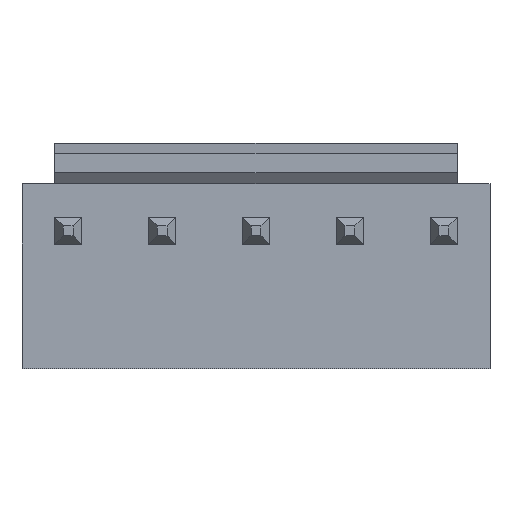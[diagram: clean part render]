
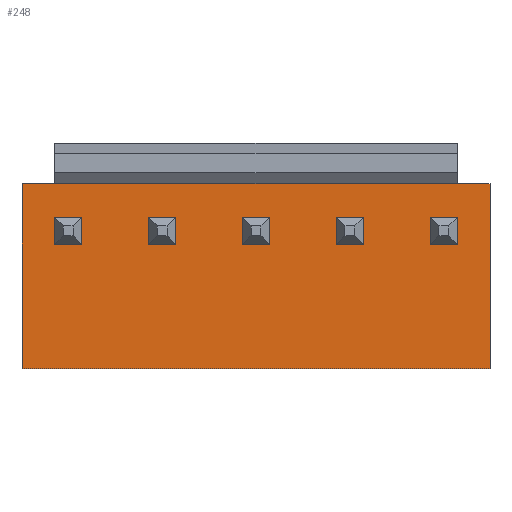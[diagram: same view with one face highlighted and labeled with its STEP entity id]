
A CAD part, top view. The second image highlights one B-rep face of the part: STEP entity #248.
In plain terms, the highlighted planar face has unit normal (0, 0, 1).
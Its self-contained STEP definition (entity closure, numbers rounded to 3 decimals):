
#24 = VERTEX_POINT('',#25);
#25 = CARTESIAN_POINT('',(0.,0.,3.5));
#40 = VERTEX_POINT('',#41);
#41 = CARTESIAN_POINT('',(0.,7.8,3.5));
#47 = EDGE_CURVE('',#24,#40,#48,.T.);
#48 = LINE('',#49,#50);
#49 = CARTESIAN_POINT('',(0.,0.,3.5));
#50 = VECTOR('',#51,1.);
#51 = DIRECTION('',(0.,1.,0.));
#70 = EDGE_CURVE('',#24,#71,#73,.T.);
#71 = VERTEX_POINT('',#72);
#72 = CARTESIAN_POINT('',(19.74,0.,3.5));
#73 = LINE('',#74,#75);
#74 = CARTESIAN_POINT('',(0.,0.,3.5));
#75 = VECTOR('',#76,1.);
#76 = DIRECTION('',(1.,0.,0.));
#248 = ADVANCED_FACE('',(#249,#283,#317,#351,#385,#419),#453,.T.);
#249 = FACE_BOUND('',#250,.T.);
#250 = EDGE_LOOP('',(#251,#252,#253,#261,#269,#277));
#251 = ORIENTED_EDGE('',*,*,#47,.F.);
#252 = ORIENTED_EDGE('',*,*,#70,.T.);
#253 = ORIENTED_EDGE('',*,*,#254,.T.);
#254 = EDGE_CURVE('',#71,#255,#257,.T.);
#255 = VERTEX_POINT('',#256);
#256 = CARTESIAN_POINT('',(19.74,7.8,3.5));
#257 = LINE('',#258,#259);
#258 = CARTESIAN_POINT('',(19.74,0.,3.5));
#259 = VECTOR('',#260,1.);
#260 = DIRECTION('',(0.,1.,0.));
#261 = ORIENTED_EDGE('',*,*,#262,.F.);
#262 = EDGE_CURVE('',#263,#255,#265,.T.);
#263 = VERTEX_POINT('',#264);
#264 = CARTESIAN_POINT('',(18.36,7.8,3.5));
#265 = LINE('',#266,#267);
#266 = CARTESIAN_POINT('',(0.,7.8,3.5));
#267 = VECTOR('',#268,1.);
#268 = DIRECTION('',(1.,0.,0.));
#269 = ORIENTED_EDGE('',*,*,#270,.F.);
#270 = EDGE_CURVE('',#271,#263,#273,.T.);
#271 = VERTEX_POINT('',#272);
#272 = CARTESIAN_POINT('',(1.38,7.8,3.5));
#273 = LINE('',#274,#275);
#274 = CARTESIAN_POINT('',(0.,7.8,3.5));
#275 = VECTOR('',#276,1.);
#276 = DIRECTION('',(1.,0.,0.));
#277 = ORIENTED_EDGE('',*,*,#278,.F.);
#278 = EDGE_CURVE('',#40,#271,#279,.T.);
#279 = LINE('',#280,#281);
#280 = CARTESIAN_POINT('',(0.,7.8,3.5));
#281 = VECTOR('',#282,1.);
#282 = DIRECTION('',(1.,0.,0.));
#283 = FACE_BOUND('',#284,.T.);
#284 = EDGE_LOOP('',(#285,#295,#303,#311));
#285 = ORIENTED_EDGE('',*,*,#286,.F.);
#286 = EDGE_CURVE('',#287,#289,#291,.T.);
#287 = VERTEX_POINT('',#288);
#288 = CARTESIAN_POINT('',(6.48,6.37,3.5));
#289 = VERTEX_POINT('',#290);
#290 = CARTESIAN_POINT('',(5.34,6.37,3.5));
#291 = LINE('',#292,#293);
#292 = CARTESIAN_POINT('',(2.67,6.37,3.5));
#293 = VECTOR('',#294,1.);
#294 = DIRECTION('',(-1.,0.,0.));
#295 = ORIENTED_EDGE('',*,*,#296,.F.);
#296 = EDGE_CURVE('',#297,#287,#299,.T.);
#297 = VERTEX_POINT('',#298);
#298 = CARTESIAN_POINT('',(6.48,5.23,3.5));
#299 = LINE('',#300,#301);
#300 = CARTESIAN_POINT('',(6.48,2.615,3.5));
#301 = VECTOR('',#302,1.);
#302 = DIRECTION('',(0.,1.,0.));
#303 = ORIENTED_EDGE('',*,*,#304,.T.);
#304 = EDGE_CURVE('',#297,#305,#307,.T.);
#305 = VERTEX_POINT('',#306);
#306 = CARTESIAN_POINT('',(5.34,5.23,3.5));
#307 = LINE('',#308,#309);
#308 = CARTESIAN_POINT('',(2.67,5.23,3.5));
#309 = VECTOR('',#310,1.);
#310 = DIRECTION('',(-1.,0.,0.));
#311 = ORIENTED_EDGE('',*,*,#312,.T.);
#312 = EDGE_CURVE('',#305,#289,#313,.T.);
#313 = LINE('',#314,#315);
#314 = CARTESIAN_POINT('',(5.34,2.615,3.5));
#315 = VECTOR('',#316,1.);
#316 = DIRECTION('',(0.,1.,0.));
#317 = FACE_BOUND('',#318,.T.);
#318 = EDGE_LOOP('',(#319,#329,#337,#345));
#319 = ORIENTED_EDGE('',*,*,#320,.F.);
#320 = EDGE_CURVE('',#321,#323,#325,.T.);
#321 = VERTEX_POINT('',#322);
#322 = CARTESIAN_POINT('',(10.44,6.37,3.5));
#323 = VERTEX_POINT('',#324);
#324 = CARTESIAN_POINT('',(9.3,6.37,3.5));
#325 = LINE('',#326,#327);
#326 = CARTESIAN_POINT('',(4.65,6.37,3.5));
#327 = VECTOR('',#328,1.);
#328 = DIRECTION('',(-1.,0.,0.));
#329 = ORIENTED_EDGE('',*,*,#330,.F.);
#330 = EDGE_CURVE('',#331,#321,#333,.T.);
#331 = VERTEX_POINT('',#332);
#332 = CARTESIAN_POINT('',(10.44,5.23,3.5));
#333 = LINE('',#334,#335);
#334 = CARTESIAN_POINT('',(10.44,2.615,3.5));
#335 = VECTOR('',#336,1.);
#336 = DIRECTION('',(0.,1.,0.));
#337 = ORIENTED_EDGE('',*,*,#338,.T.);
#338 = EDGE_CURVE('',#331,#339,#341,.T.);
#339 = VERTEX_POINT('',#340);
#340 = CARTESIAN_POINT('',(9.3,5.23,3.5));
#341 = LINE('',#342,#343);
#342 = CARTESIAN_POINT('',(4.65,5.23,3.5));
#343 = VECTOR('',#344,1.);
#344 = DIRECTION('',(-1.,0.,0.));
#345 = ORIENTED_EDGE('',*,*,#346,.T.);
#346 = EDGE_CURVE('',#339,#323,#347,.T.);
#347 = LINE('',#348,#349);
#348 = CARTESIAN_POINT('',(9.3,2.615,3.5));
#349 = VECTOR('',#350,1.);
#350 = DIRECTION('',(0.,1.,0.));
#351 = FACE_BOUND('',#352,.T.);
#352 = EDGE_LOOP('',(#353,#363,#371,#379));
#353 = ORIENTED_EDGE('',*,*,#354,.F.);
#354 = EDGE_CURVE('',#355,#357,#359,.T.);
#355 = VERTEX_POINT('',#356);
#356 = CARTESIAN_POINT('',(14.4,5.23,3.5));
#357 = VERTEX_POINT('',#358);
#358 = CARTESIAN_POINT('',(14.4,6.37,3.5));
#359 = LINE('',#360,#361);
#360 = CARTESIAN_POINT('',(14.4,2.615,3.5));
#361 = VECTOR('',#362,1.);
#362 = DIRECTION('',(0.,1.,0.));
#363 = ORIENTED_EDGE('',*,*,#364,.T.);
#364 = EDGE_CURVE('',#355,#365,#367,.T.);
#365 = VERTEX_POINT('',#366);
#366 = CARTESIAN_POINT('',(13.26,5.23,3.5));
#367 = LINE('',#368,#369);
#368 = CARTESIAN_POINT('',(6.63,5.23,3.5));
#369 = VECTOR('',#370,1.);
#370 = DIRECTION('',(-1.,0.,0.));
#371 = ORIENTED_EDGE('',*,*,#372,.T.);
#372 = EDGE_CURVE('',#365,#373,#375,.T.);
#373 = VERTEX_POINT('',#374);
#374 = CARTESIAN_POINT('',(13.26,6.37,3.5));
#375 = LINE('',#376,#377);
#376 = CARTESIAN_POINT('',(13.26,2.615,3.5));
#377 = VECTOR('',#378,1.);
#378 = DIRECTION('',(0.,1.,0.));
#379 = ORIENTED_EDGE('',*,*,#380,.F.);
#380 = EDGE_CURVE('',#357,#373,#381,.T.);
#381 = LINE('',#382,#383);
#382 = CARTESIAN_POINT('',(6.63,6.37,3.5));
#383 = VECTOR('',#384,1.);
#384 = DIRECTION('',(-1.,0.,0.));
#385 = FACE_BOUND('',#386,.T.);
#386 = EDGE_LOOP('',(#387,#397,#405,#413));
#387 = ORIENTED_EDGE('',*,*,#388,.F.);
#388 = EDGE_CURVE('',#389,#391,#393,.T.);
#389 = VERTEX_POINT('',#390);
#390 = CARTESIAN_POINT('',(2.52,6.37,3.5));
#391 = VERTEX_POINT('',#392);
#392 = CARTESIAN_POINT('',(1.38,6.37,3.5));
#393 = LINE('',#394,#395);
#394 = CARTESIAN_POINT('',(0.69,6.37,3.5));
#395 = VECTOR('',#396,1.);
#396 = DIRECTION('',(-1.,0.,0.));
#397 = ORIENTED_EDGE('',*,*,#398,.F.);
#398 = EDGE_CURVE('',#399,#389,#401,.T.);
#399 = VERTEX_POINT('',#400);
#400 = CARTESIAN_POINT('',(2.52,5.23,3.5));
#401 = LINE('',#402,#403);
#402 = CARTESIAN_POINT('',(2.52,2.615,3.5));
#403 = VECTOR('',#404,1.);
#404 = DIRECTION('',(0.,1.,0.));
#405 = ORIENTED_EDGE('',*,*,#406,.T.);
#406 = EDGE_CURVE('',#399,#407,#409,.T.);
#407 = VERTEX_POINT('',#408);
#408 = CARTESIAN_POINT('',(1.38,5.23,3.5));
#409 = LINE('',#410,#411);
#410 = CARTESIAN_POINT('',(0.69,5.23,3.5));
#411 = VECTOR('',#412,1.);
#412 = DIRECTION('',(-1.,0.,0.));
#413 = ORIENTED_EDGE('',*,*,#414,.T.);
#414 = EDGE_CURVE('',#407,#391,#415,.T.);
#415 = LINE('',#416,#417);
#416 = CARTESIAN_POINT('',(1.38,2.615,3.5));
#417 = VECTOR('',#418,1.);
#418 = DIRECTION('',(0.,1.,0.));
#419 = FACE_BOUND('',#420,.T.);
#420 = EDGE_LOOP('',(#421,#431,#439,#447));
#421 = ORIENTED_EDGE('',*,*,#422,.T.);
#422 = EDGE_CURVE('',#423,#425,#427,.T.);
#423 = VERTEX_POINT('',#424);
#424 = CARTESIAN_POINT('',(18.36,5.23,3.5));
#425 = VERTEX_POINT('',#426);
#426 = CARTESIAN_POINT('',(17.22,5.23,3.5));
#427 = LINE('',#428,#429);
#428 = CARTESIAN_POINT('',(8.61,5.23,3.5));
#429 = VECTOR('',#430,1.);
#430 = DIRECTION('',(-1.,0.,0.));
#431 = ORIENTED_EDGE('',*,*,#432,.T.);
#432 = EDGE_CURVE('',#425,#433,#435,.T.);
#433 = VERTEX_POINT('',#434);
#434 = CARTESIAN_POINT('',(17.22,6.37,3.5));
#435 = LINE('',#436,#437);
#436 = CARTESIAN_POINT('',(17.22,2.615,3.5));
#437 = VECTOR('',#438,1.);
#438 = DIRECTION('',(0.,1.,0.));
#439 = ORIENTED_EDGE('',*,*,#440,.F.);
#440 = EDGE_CURVE('',#441,#433,#443,.T.);
#441 = VERTEX_POINT('',#442);
#442 = CARTESIAN_POINT('',(18.36,6.37,3.5));
#443 = LINE('',#444,#445);
#444 = CARTESIAN_POINT('',(8.61,6.37,3.5));
#445 = VECTOR('',#446,1.);
#446 = DIRECTION('',(-1.,0.,0.));
#447 = ORIENTED_EDGE('',*,*,#448,.F.);
#448 = EDGE_CURVE('',#423,#441,#449,.T.);
#449 = LINE('',#450,#451);
#450 = CARTESIAN_POINT('',(18.36,2.615,3.5));
#451 = VECTOR('',#452,1.);
#452 = DIRECTION('',(0.,1.,0.));
#453 = PLANE('',#454);
#454 = AXIS2_PLACEMENT_3D('',#455,#456,#457);
#455 = CARTESIAN_POINT('',(0.,0.,3.5));
#456 = DIRECTION('',(0.,0.,1.));
#457 = DIRECTION('',(1.,0.,0.));
